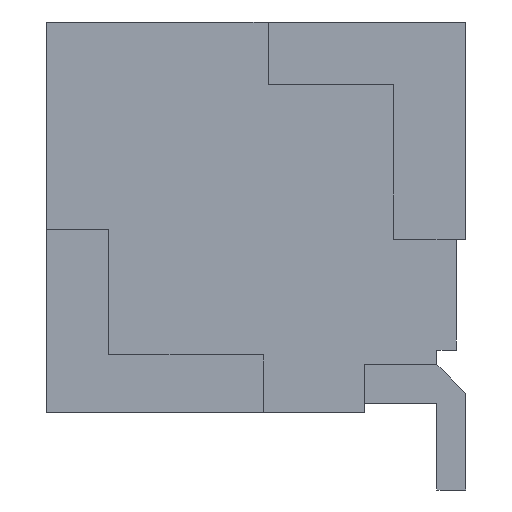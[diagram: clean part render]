
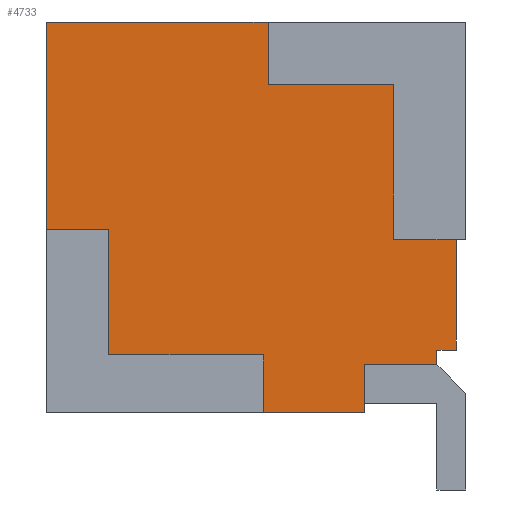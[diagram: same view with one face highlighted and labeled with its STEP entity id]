
A CAD part, left-side view. The second image highlights one B-rep face of the part: STEP entity #4733.
In plain terms, the highlighted planar face has unit normal (-1, 0, 0).
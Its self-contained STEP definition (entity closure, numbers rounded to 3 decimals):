
#93 = PLANE ( 'NONE',  #878 ) ;
#112 = CARTESIAN_POINT ( 'NONE',  ( -7.25, 0., 0. ) ) ;
#113 = DIRECTION ( 'NONE',  ( 1., 0., 0. ) ) ;
#114 = DIRECTION ( 'NONE',  ( 0., 0., -1. ) ) ;
#417 = VERTEX_POINT ( 'NONE', #2279 ) ;
#422 = VERTEX_POINT ( 'NONE', #2282 ) ;
#423 = VERTEX_POINT ( 'NONE', #2283 ) ;
#429 = VERTEX_POINT ( 'NONE', #2289 ) ;
#431 = VERTEX_POINT ( 'NONE', #2291 ) ;
#435 = VERTEX_POINT ( 'NONE', #2295 ) ;
#436 = VERTEX_POINT ( 'NONE', #2296 ) ;
#437 = VERTEX_POINT ( 'NONE', #2297 ) ;
#438 = VERTEX_POINT ( 'NONE', #3491 ) ;
#440 = VERTEX_POINT ( 'NONE', #1078 ) ;
#453 = VERTEX_POINT ( 'NONE', #3685 ) ;
#460 = VERTEX_POINT ( 'NONE', #3692 ) ;
#476 = VERTEX_POINT ( 'NONE', #3708 ) ;
#507 = EDGE_LOOP ( 'NONE', ( #616, #620, #624, #626, #613, #618, #612, #3529, #3531, #3526, #3530, #3533, #3525, #3534, #3527, #3532 ) ) ;
#612 = ORIENTED_EDGE ( 'NONE', *, *, #2376, .F. ) ;
#613 = ORIENTED_EDGE ( 'NONE', *, *, #2378, .F. ) ;
#616 = ORIENTED_EDGE ( 'NONE', *, *, #2382, .F. ) ;
#618 = ORIENTED_EDGE ( 'NONE', *, *, #2377, .F. ) ;
#620 = ORIENTED_EDGE ( 'NONE', *, *, #2381, .F. ) ;
#624 = ORIENTED_EDGE ( 'NONE', *, *, #2380, .F. ) ;
#626 = ORIENTED_EDGE ( 'NONE', *, *, #2379, .F. ) ;
#878 = AXIS2_PLACEMENT_3D ( 'NONE', #112, #113, #114 ) ;
#1065 = FACE_OUTER_BOUND ( 'NONE', #507, .T. ) ;
#1078 = CARTESIAN_POINT ( 'NONE',  ( -7.25, 0.95, -3.55 ) ) ;
#1291 = LINE ( 'NONE', #2976, #1292 ) ;
#1292 = VECTOR ( 'NONE', #2984, 1000. ) ;
#1296 = LINE ( 'NONE', #2985, #1308 ) ;
#1308 = VECTOR ( 'NONE', #2998, 1000. ) ;
#1309 = LINE ( 'NONE', #3001, #1312 ) ;
#1312 = VECTOR ( 'NONE', #3003, 1000. ) ;
#1313 = LINE ( 'NONE', #3005, #1316 ) ;
#1316 = VECTOR ( 'NONE', #3007, 1000. ) ;
#1379 = LINE ( 'NONE', #3066, #1396 ) ;
#1396 = VECTOR ( 'NONE', #4286, 1000. ) ;
#1525 = LINE ( 'NONE', #3285, #1536 ) ;
#1529 = LINE ( 'NONE', #3292, #1532 ) ;
#1531 = LINE ( 'NONE', #3294, #1534 ) ;
#1532 = VECTOR ( 'NONE', #3293, 1000. ) ;
#1533 = LINE ( 'NONE', #3288, #1544 ) ;
#1534 = VECTOR ( 'NONE', #3296, 1000. ) ;
#1535 = LINE ( 'NONE', #3298, #1538 ) ;
#1536 = VECTOR ( 'NONE', #3297, 1000. ) ;
#1537 = LINE ( 'NONE', #3300, #1540 ) ;
#1538 = VECTOR ( 'NONE', #3299, 1000. ) ;
#1539 = LINE ( 'NONE', #3302, #1542 ) ;
#1540 = VECTOR ( 'NONE', #3301, 1000. ) ;
#1542 = VECTOR ( 'NONE', #3304, 1000. ) ;
#1543 = LINE ( 'NONE', #3306, #1546 ) ;
#1544 = VECTOR ( 'NONE', #3305, 1000. ) ;
#1545 = LINE ( 'NONE', #3308, #1548 ) ;
#1546 = VECTOR ( 'NONE', #3307, 1000. ) ;
#1547 = LINE ( 'NONE', #3310, #1550 ) ;
#1548 = VECTOR ( 'NONE', #3309, 1000. ) ;
#1550 = VECTOR ( 'NONE', #3311, 1000. ) ;
#1579 = LINE ( 'NONE', #2962, #1590 ) ;
#1590 = VECTOR ( 'NONE', #2978, 1000. ) ;
#2279 = CARTESIAN_POINT ( 'NONE',  ( -7.25, 0.95, -4.05 ) ) ;
#2282 = CARTESIAN_POINT ( 'NONE',  ( -7.25, 0., -3.4 ) ) ;
#2283 = CARTESIAN_POINT ( 'NONE',  ( -7.25, 1.95, -0.65 ) ) ;
#2289 = CARTESIAN_POINT ( 'NONE',  ( -7.25, 3.6, -2.15 ) ) ;
#2291 = CARTESIAN_POINT ( 'NONE',  ( -7.25, 3.6, -3.45 ) ) ;
#2295 = CARTESIAN_POINT ( 'NONE',  ( -7.25, 0.2, -3.55 ) ) ;
#2296 = CARTESIAN_POINT ( 'NONE',  ( -7.25, 4.25, -2.15 ) ) ;
#2297 = CARTESIAN_POINT ( 'NONE',  ( -7.25, 0.2, -3.4 ) ) ;
#2373 = EDGE_CURVE ( 'NONE', #429, #436, #1529, .T. ) ;
#2374 = EDGE_CURVE ( 'NONE', #453, #436, #1531, .T. ) ;
#2375 = EDGE_CURVE ( 'NONE', #437, #422, #1525, .T. ) ;
#2376 = EDGE_CURVE ( 'NONE', #437, #435, #1535, .T. ) ;
#2377 = EDGE_CURVE ( 'NONE', #435, #440, #1537, .T. ) ;
#2378 = EDGE_CURVE ( 'NONE', #440, #417, #1539, .T. ) ;
#2379 = EDGE_CURVE ( 'NONE', #417, #438, #1533, .T. ) ;
#2380 = EDGE_CURVE ( 'NONE', #438, #476, #1543, .T. ) ;
#2381 = EDGE_CURVE ( 'NONE', #476, #431, #1545, .T. ) ;
#2382 = EDGE_CURVE ( 'NONE', #431, #429, #1547, .T. ) ;
#2402 = EDGE_CURVE ( 'NONE', #460, #422, #1579, .T. ) ;
#2405 = EDGE_CURVE ( 'NONE', #3950, #423, #1291, .T. ) ;
#2412 = EDGE_CURVE ( 'NONE', #3941, #460, #1296, .T. ) ;
#2414 = EDGE_CURVE ( 'NONE', #3940, #3941, #1309, .T. ) ;
#2416 = EDGE_CURVE ( 'NONE', #423, #3940, #1313, .T. ) ;
#2962 = CARTESIAN_POINT ( 'NONE',  ( -7.25, 0., -2.025 ) ) ;
#2976 = CARTESIAN_POINT ( 'NONE',  ( -7.25, 1.95, -2.025 ) ) ;
#2978 = DIRECTION ( 'NONE',  ( 0., 0., -1. ) ) ;
#2984 = DIRECTION ( 'NONE',  ( 0., 0., -1. ) ) ;
#2985 = CARTESIAN_POINT ( 'NONE',  ( -7.25, 2.125, -2.25 ) ) ;
#2998 = DIRECTION ( 'NONE',  ( 0., -1., 0. ) ) ;
#3001 = CARTESIAN_POINT ( 'NONE',  ( -7.25, 0.65, -2.025 ) ) ;
#3003 = DIRECTION ( 'NONE',  ( 0., 0., -1. ) ) ;
#3005 = CARTESIAN_POINT ( 'NONE',  ( -7.25, 2.125, -0.65 ) ) ;
#3007 = DIRECTION ( 'NONE',  ( 0., -1., 0. ) ) ;
#3066 = CARTESIAN_POINT ( 'NONE',  ( -7.25, 2.05, 0. ) ) ;
#3285 = CARTESIAN_POINT ( 'NONE',  ( -7.25, 0.1, -3.4 ) ) ;
#3288 = CARTESIAN_POINT ( 'NONE',  ( -7.25, 2.125, -4.05 ) ) ;
#3292 = CARTESIAN_POINT ( 'NONE',  ( -7.25, 3.925, -2.15 ) ) ;
#3293 = DIRECTION ( 'NONE',  ( 0., 1., 0. ) ) ;
#3294 = CARTESIAN_POINT ( 'NONE',  ( -7.25, 4.25, -2.025 ) ) ;
#3296 = DIRECTION ( 'NONE',  ( 0., 0., -1. ) ) ;
#3297 = DIRECTION ( 'NONE',  ( 0., -1., 0. ) ) ;
#3298 = CARTESIAN_POINT ( 'NONE',  ( -7.25, 0.2, -2.025 ) ) ;
#3299 = DIRECTION ( 'NONE',  ( 0., 0., -1. ) ) ;
#3300 = CARTESIAN_POINT ( 'NONE',  ( -7.25, 2.125, -3.55 ) ) ;
#3301 = DIRECTION ( 'NONE',  ( 0., 1., 0. ) ) ;
#3302 = CARTESIAN_POINT ( 'NONE',  ( -7.25, 0.95, -2.025 ) ) ;
#3304 = DIRECTION ( 'NONE',  ( 0., 0., -1. ) ) ;
#3305 = DIRECTION ( 'NONE',  ( 0., 1., 0. ) ) ;
#3306 = CARTESIAN_POINT ( 'NONE',  ( -7.25, 2., -2.025 ) ) ;
#3307 = DIRECTION ( 'NONE',  ( 0., 0., 1. ) ) ;
#3308 = CARTESIAN_POINT ( 'NONE',  ( -7.25, 2.8, -3.45 ) ) ;
#3309 = DIRECTION ( 'NONE',  ( 0., 1., 0. ) ) ;
#3310 = CARTESIAN_POINT ( 'NONE',  ( -7.25, 3.6, -2.8 ) ) ;
#3311 = DIRECTION ( 'NONE',  ( 0., 0., 1. ) ) ;
#3491 = CARTESIAN_POINT ( 'NONE',  ( -7.25, 2., -4.05 ) ) ;
#3525 = ORIENTED_EDGE ( 'NONE', *, *, #2405, .F. ) ;
#3526 = ORIENTED_EDGE ( 'NONE', *, *, #2412, .F. ) ;
#3527 = ORIENTED_EDGE ( 'NONE', *, *, #2374, .T. ) ;
#3529 = ORIENTED_EDGE ( 'NONE', *, *, #2375, .T. ) ;
#3530 = ORIENTED_EDGE ( 'NONE', *, *, #2414, .F. ) ;
#3531 = ORIENTED_EDGE ( 'NONE', *, *, #2402, .F. ) ;
#3532 = ORIENTED_EDGE ( 'NONE', *, *, #2373, .F. ) ;
#3533 = ORIENTED_EDGE ( 'NONE', *, *, #2416, .F. ) ;
#3534 = ORIENTED_EDGE ( 'NONE', *, *, #3849, .T. ) ;
#3685 = CARTESIAN_POINT ( 'NONE',  ( -7.25, 4.25, 0. ) ) ;
#3692 = CARTESIAN_POINT ( 'NONE',  ( -7.25, 0., -2.25 ) ) ;
#3708 = CARTESIAN_POINT ( 'NONE',  ( -7.25, 2., -3.45 ) ) ;
#3849 = EDGE_CURVE ( 'NONE', #3950, #453, #1379, .T. ) ;
#3940 = VERTEX_POINT ( 'NONE', #4350 ) ;
#3941 = VERTEX_POINT ( 'NONE', #4354 ) ;
#3950 = VERTEX_POINT ( 'NONE', #4363 ) ;
#4286 = DIRECTION ( 'NONE',  ( 0., 1., 0. ) ) ;
#4350 = CARTESIAN_POINT ( 'NONE',  ( -7.25, 0.65, -0.65 ) ) ;
#4354 = CARTESIAN_POINT ( 'NONE',  ( -7.25, 0.65, -2.25 ) ) ;
#4363 = CARTESIAN_POINT ( 'NONE',  ( -7.25, 1.95, 0. ) ) ;
#4733 = ADVANCED_FACE ( 'NONE', ( #1065 ), #93, .F. ) ;
